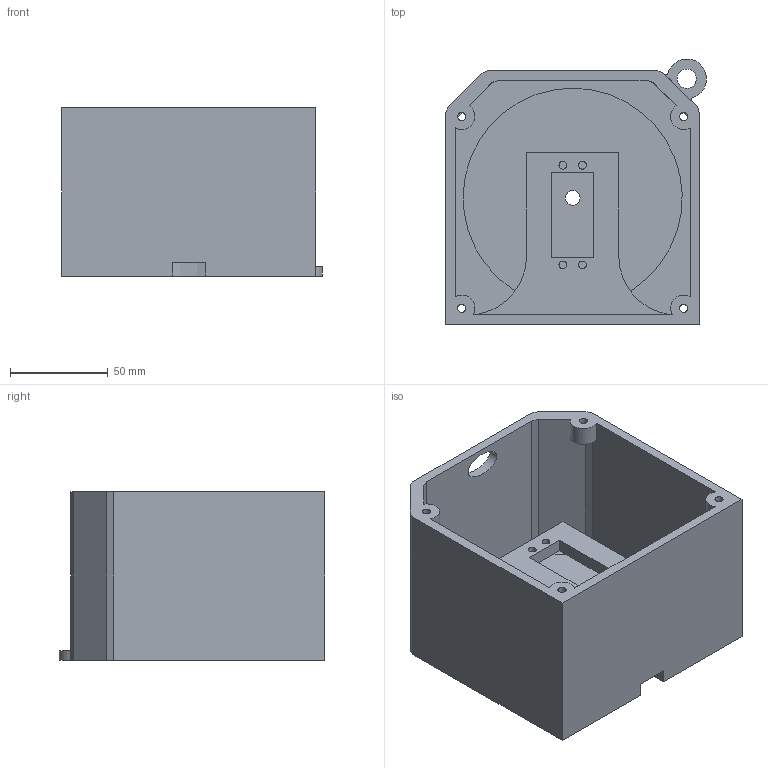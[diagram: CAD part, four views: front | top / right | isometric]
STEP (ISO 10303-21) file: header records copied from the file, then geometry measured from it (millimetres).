
FILE_DESCRIPTION(/* description */ (''),/* implementation_level */ '2;1');
FILE_NAME(/* name */ '5fcc5e0febf62b14eaea084f',/* time_stamp */ '2020-12-06T04:29:03+00:00',/* author */ (''),/* organization */ (''),/* preprocessor_version */ 'ST-DEVELOPER v16.7',/* originating_system */ $,/* authorisation */ $);
FILE_SCHEMA (('AUTOMOTIVE_DESIGN {1 0 10303 214 3 1 1}'));
Length unit declared in the file: metre
Products named in the file (1): Dispenser_case_part1 v2
Bounding box: 133.38 x 135.92 x 86 mm (x, y, z)
Volume: 320085.7 mm3; surface area: 127553 mm2
Topology: 1 solids, 1 shells, 73 faces, 219 edges, 146 vertices
Faces by surface type: plane 47, cylinder 25, bspline 1
Full cylindrical faces by diameter (mm): 4 x4, 4.166 x8, 7.55 x1, 9.866 x1
Entity records: 2788 total; most frequent: CARTESIAN_POINT 761, ORIENTED_EDGE 400, DIRECTION 398, EDGE_CURVE 200, LINE 144, VECTOR 144, VERTEX_POINT 142, AXIS2_PLACEMENT_3D 127
